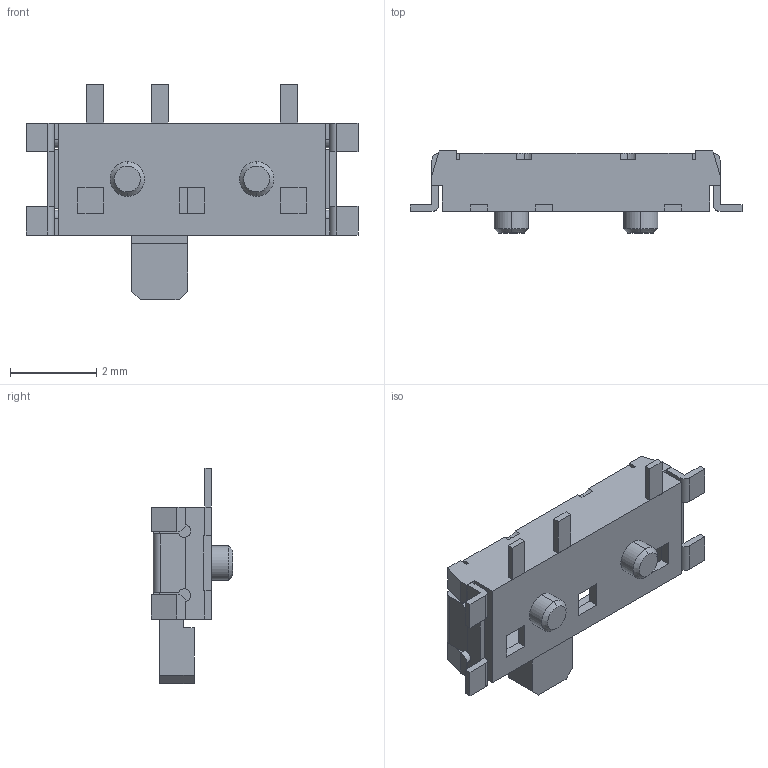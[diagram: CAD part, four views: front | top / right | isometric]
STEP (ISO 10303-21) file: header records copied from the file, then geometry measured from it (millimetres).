
FILE_DESCRIPTION (( 'STEP AP214' ), '1' );
FILE_NAME ('PCM12SMTBR.STEP', '2023-05-18T04:30:42', ( '' ), ( '' ), 'SwSTEP 2.0', 'SolidWorks 2022', '' );
FILE_SCHEMA (( 'AUTOMOTIVE_DESIGN' ));
Length unit declared in the file: millimetre
Products named in the file (1): PCM12SMTBR
Bounding box: 7.7 x 1.9 x 5 mm (x, y, z)
Volume: 15.6 mm3; surface area: 123.3 mm2
Topology: 6 solids, 6 shells, 192 faces, 528 edges, 342 vertices
Faces by surface type: plane 144, cylinder 44, cone 4
Entity records: 7046 total; most frequent: CARTESIAN_POINT 1105, ORIENTED_EDGE 1056, DIRECTION 968, EDGE_CURVE 528, VECTOR 446, LINE 446, VERTEX_POINT 342, AXIS2_PLACEMENT_3D 261
